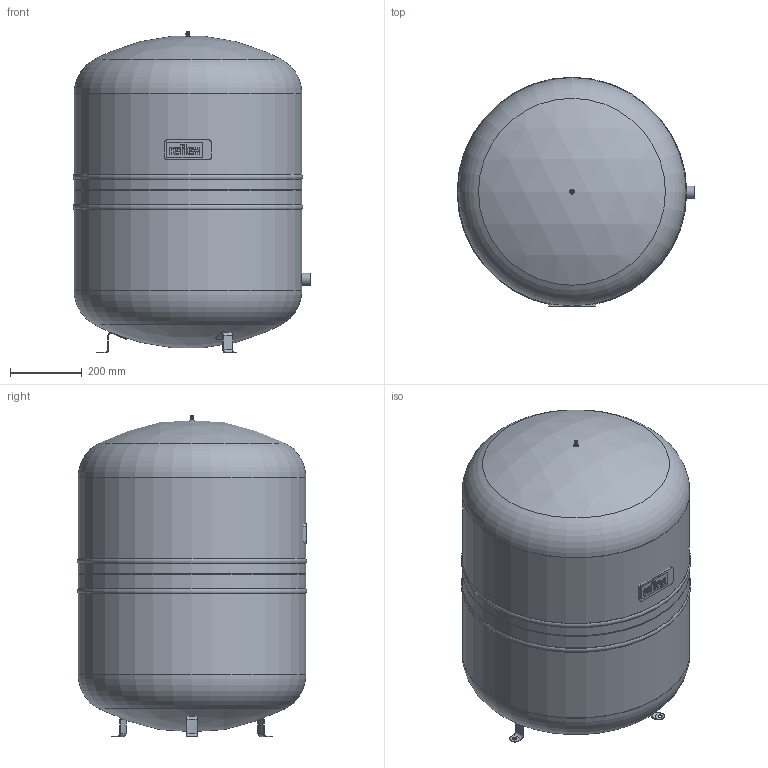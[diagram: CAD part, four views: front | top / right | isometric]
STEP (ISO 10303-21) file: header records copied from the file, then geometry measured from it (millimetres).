
FILE_DESCRIPTION(/* description */ (''),/* implementation_level */ '2;1');
FILE_NAME(/* name */ '3d_ReflexN250_6bar_gray-8214300.stp',/* time_stamp */ '2022-06-13T07:48:43+02:00',/* author */ ('Andrzej'),/* organization */ (''),/* preprocessor_version */ 'ST-DEVELOPER v16.13',/* originating_system */ 'AutoCAD Mechanical',/* authorisation */ '');
FILE_SCHEMA (('AUTOMOTIVE_DESIGN { 1 0 10303 214 3 1 1 }'));
Length unit declared in the file: millimetre
Products named in the file (1): Product
Bounding box: 661.48 x 638.97 x 895.97 mm (x, y, z)
Volume: 241632433.6 mm3; surface area: 3315065.3 mm2
Topology: 17 solids, 17 shells, 289 faces, 716 edges, 471 vertices
Faces by surface type: plane 126, cylinder 122, torus 23, bspline 8, cone 8, sphere 2
Full cylindrical faces by diameter (mm): 6 x1, 6.202 x1, 8 x1, 8.06 x1, 10 x1, 11 x1, 12 x3, 14 x1, 25.7 x1, 33.7 x1, 634 x6
Entity records: 9115 total; most frequent: CARTESIAN_POINT 2123, DIRECTION 1502, ORIENTED_EDGE 1358, EDGE_CURVE 679, AXIS2_PLACEMENT_3D 567, VERTEX_POINT 471, LINE 368, VECTOR 368
